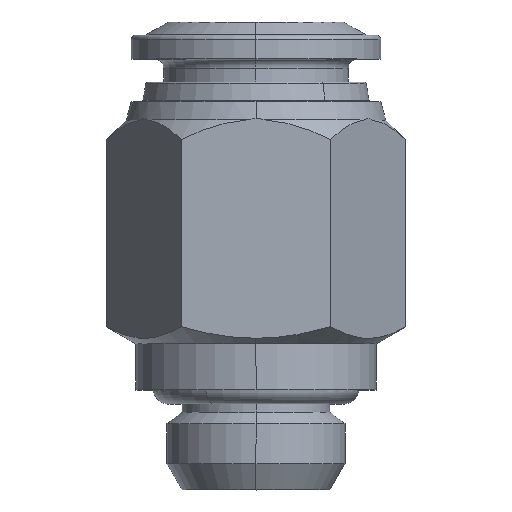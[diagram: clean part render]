
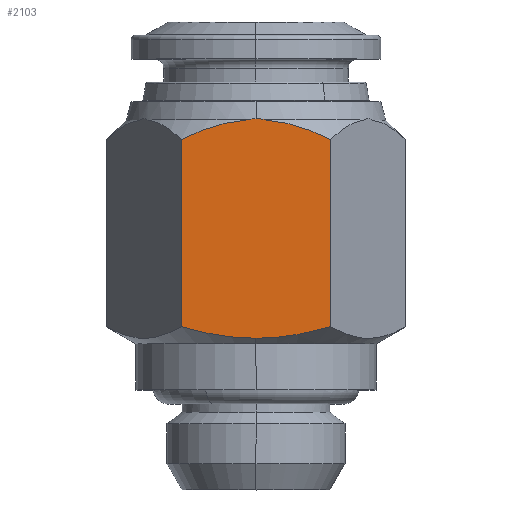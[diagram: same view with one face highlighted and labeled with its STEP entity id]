
A CAD part, top view. The second image highlights one B-rep face of the part: STEP entity #2103.
In plain terms, the highlighted planar face has unit normal (0, 0, 1).
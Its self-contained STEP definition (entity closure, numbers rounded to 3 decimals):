
#26 = CARTESIAN_POINT ( 'NONE',  ( 0., 8.189, 7. ) ) ;
#52 = CARTESIAN_POINT ( 'NONE',  ( -3.485, 19.213, 7. ) ) ;
#136 = EDGE_CURVE ( 'NONE', #1397, #1285, #243, .T. ) ;
#166 = CARTESIAN_POINT ( 'NONE',  ( 0.811, 19.978, 7. ) ) ;
#173 = CARTESIAN_POINT ( 'NONE',  ( 4.041, 8.814, 7. ) ) ;
#243 = B_SPLINE_CURVE_WITH_KNOTS ( 'NONE', 3,
 ( #1902, #2523, #3572, #2200 ),
 .UNSPECIFIED., .F., .F.,
 ( 4, 4 ),
 ( 0.005, 0.005 ),
 .UNSPECIFIED. ) ;
#381 = CARTESIAN_POINT ( 'NONE',  ( -1.118, 19.936, 7. ) ) ;
#414 = LINE ( 'NONE', #3166, #646 ) ;
#428 = VERTEX_POINT ( 'NONE', #173 ) ;
#466 = CARTESIAN_POINT ( 'NONE',  ( -2.711, 8.465, 7. ) ) ;
#470 = VERTEX_POINT ( 'NONE', #3486 ) ;
#471 = DIRECTION ( 'NONE',  ( 0., 0., 1. ) ) ;
#487 = CARTESIAN_POINT ( 'NONE',  ( 0., 20.067, 7. ) ) ;
#491 = B_SPLINE_CURVE_WITH_KNOTS ( 'NONE', 3,
 ( #2256, #3066, #1686, #2769, #3610, #26 ),
 .UNSPECIFIED., .F., .F.,
 ( 4, 2, 4 ),
 ( 0.019, 0.021, 0.023 ),
 .UNSPECIFIED. ) ;
#524 = CARTESIAN_POINT ( 'NONE',  ( -0.502, 20., 7. ) ) ;
#564 = CARTESIAN_POINT ( 'NONE',  ( -4.041, 1., 7. ) ) ;
#646 = VECTOR ( 'NONE', #1229, 1000. ) ;
#727 = CARTESIAN_POINT ( 'NONE',  ( 2.915, 19.456, 7. ) ) ;
#780 = EDGE_CURVE ( 'NONE', #1285, #470, #3134, .T. ) ;
#784 = CARTESIAN_POINT ( 'NONE',  ( -4.041, 8.814, 7. ) ) ;
#803 = EDGE_CURVE ( 'NONE', #2127, #3077, #2182, .T. ) ;
#883 = VERTEX_POINT ( 'NONE', #524 ) ;
#935 = CARTESIAN_POINT ( 'NONE',  ( -2.915, 19.456, 7. ) ) ;
#1043 = CARTESIAN_POINT ( 'NONE',  ( 0., 8.189, 7. ) ) ;
#1077 = CARTESIAN_POINT ( 'NONE',  ( -0.339, 20.043, 7. ) ) ;
#1165 = DIRECTION ( 'NONE',  ( 0., 1., 0. ) ) ;
#1189 = CARTESIAN_POINT ( 'NONE',  ( -4.041, 18.935, 7. ) ) ;
#1229 = DIRECTION ( 'NONE',  ( 0., 1., 0. ) ) ;
#1273 = B_SPLINE_CURVE_WITH_KNOTS ( 'NONE', 3,
 ( #2435, #1077, #1630, #487 ),
 .UNSPECIFIED., .F., .F.,
 ( 4, 4 ),
 ( 0.004, 0.005 ),
 .UNSPECIFIED. ) ;
#1285 = VERTEX_POINT ( 'NONE', #2521 ) ;
#1299 = CARTESIAN_POINT ( 'NONE',  ( -4.041, 1., 7. ) ) ;
#1329 = CARTESIAN_POINT ( 'NONE',  ( 2.032, 19.734, 7. ) ) ;
#1397 = VERTEX_POINT ( 'NONE', #3613 ) ;
#1469 = PLANE ( 'NONE',  #2102 ) ;
#1630 = CARTESIAN_POINT ( 'NONE',  ( -0.17, 20.067, 7. ) ) ;
#1686 = CARTESIAN_POINT ( 'NONE',  ( 2.726, 8.468, 7. ) ) ;
#1743 = CARTESIAN_POINT ( 'NONE',  ( -1.73, 19.813, 7. ) ) ;
#1858 = CARTESIAN_POINT ( 'NONE',  ( 0., 8.189, 7. ) ) ;
#1879 = CARTESIAN_POINT ( 'NONE',  ( -3.384, 8.624, 7. ) ) ;
#1902 = CARTESIAN_POINT ( 'NONE',  ( 0., 20.067, 7. ) ) ;
#1921 = ORIENTED_EDGE ( 'NONE', *, *, #3197, .F. ) ;
#2054 = B_SPLINE_CURVE_WITH_KNOTS ( 'NONE', 3,
 ( #2586, #52, #935, #3405, #1743, #381, #2351, #2300 ),
 .UNSPECIFIED., .F., .F.,
 ( 4, 2, 2, 4 ),
 ( 0.006, 0.008, 0.009, 0.01 ),
 .UNSPECIFIED. ) ;
#2102 = AXIS2_PLACEMENT_3D ( 'NONE', #1299, #471, #3539 ) ;
#2103 = ADVANCED_FACE ( 'NONE', ( #3168 ), #1469, .T. ) ;
#2127 = VERTEX_POINT ( 'NONE', #1043 ) ;
#2182 = B_SPLINE_CURVE_WITH_KNOTS ( 'NONE', 3,
 ( #1858, #2690, #2451, #466, #1879, #784 ),
 .UNSPECIFIED., .F., .F.,
 ( 4, 2, 4 ),
 ( 0.023, 0.025, 0.027 ),
 .UNSPECIFIED. ) ;
#2200 = CARTESIAN_POINT ( 'NONE',  ( 0.502, 20., 7. ) ) ;
#2244 = ORIENTED_EDGE ( 'NONE', *, *, #3150, .F. ) ;
#2256 = CARTESIAN_POINT ( 'NONE',  ( 4.041, 8.814, 7. ) ) ;
#2263 = EDGE_CURVE ( 'NONE', #2684, #883, #2054, .T. ) ;
#2300 = CARTESIAN_POINT ( 'NONE',  ( -0.502, 20., 7. ) ) ;
#2351 = CARTESIAN_POINT ( 'NONE',  ( -0.81, 19.978, 7. ) ) ;
#2355 = EDGE_LOOP ( 'NONE', ( #3164, #3106, #2624, #2796, #2680, #2244, #2793, #1921 ) ) ;
#2411 = CARTESIAN_POINT ( 'NONE',  ( 3.484, 19.214, 7. ) ) ;
#2435 = CARTESIAN_POINT ( 'NONE',  ( -0.502, 20., 7. ) ) ;
#2451 = CARTESIAN_POINT ( 'NONE',  ( -1.362, 8.247, 7. ) ) ;
#2453 = LINE ( 'NONE', #564, #2498 ) ;
#2498 = VECTOR ( 'NONE', #1165, 1000. ) ;
#2521 = CARTESIAN_POINT ( 'NONE',  ( 0.502, 20., 7. ) ) ;
#2523 = CARTESIAN_POINT ( 'NONE',  ( 0.17, 20.067, 7. ) ) ;
#2586 = CARTESIAN_POINT ( 'NONE',  ( -4.041, 18.935, 7. ) ) ;
#2624 = ORIENTED_EDGE ( 'NONE', *, *, #136, .F. ) ;
#2675 = CARTESIAN_POINT ( 'NONE',  ( -4.041, 8.814, 7. ) ) ;
#2680 = ORIENTED_EDGE ( 'NONE', *, *, #2263, .F. ) ;
#2684 = VERTEX_POINT ( 'NONE', #1189 ) ;
#2690 = CARTESIAN_POINT ( 'NONE',  ( -0.683, 8.189, 7. ) ) ;
#2737 = EDGE_CURVE ( 'NONE', #428, #470, #414, .T. ) ;
#2769 = CARTESIAN_POINT ( 'NONE',  ( 1.377, 8.249, 7. ) ) ;
#2793 = ORIENTED_EDGE ( 'NONE', *, *, #803, .F. ) ;
#2796 = ORIENTED_EDGE ( 'NONE', *, *, #3608, .F. ) ;
#2951 = CARTESIAN_POINT ( 'NONE',  ( 1.122, 19.935, 7. ) ) ;
#3066 = CARTESIAN_POINT ( 'NONE',  ( 3.388, 8.625, 7. ) ) ;
#3077 = VERTEX_POINT ( 'NONE', #2675 ) ;
#3106 = ORIENTED_EDGE ( 'NONE', *, *, #780, .F. ) ;
#3134 = B_SPLINE_CURVE_WITH_KNOTS ( 'NONE', 3,
 ( #3569, #166, #2951, #3257, #1329, #727, #2411, #3309 ),
 .UNSPECIFIED., .F., .F.,
 ( 4, 2, 2, 4 ),
 ( 0.011, 0.012, 0.013, 0.015 ),
 .UNSPECIFIED. ) ;
#3150 = EDGE_CURVE ( 'NONE', #3077, #2684, #2453, .T. ) ;
#3164 = ORIENTED_EDGE ( 'NONE', *, *, #2737, .T. ) ;
#3166 = CARTESIAN_POINT ( 'NONE',  ( 4.041, 1., 7. ) ) ;
#3168 = FACE_OUTER_BOUND ( 'NONE', #2355, .T. ) ;
#3197 = EDGE_CURVE ( 'NONE', #428, #2127, #491, .T. ) ;
#3257 = CARTESIAN_POINT ( 'NONE',  ( 1.733, 19.813, 7. ) ) ;
#3309 = CARTESIAN_POINT ( 'NONE',  ( 4.041, 18.935, 7. ) ) ;
#3405 = CARTESIAN_POINT ( 'NONE',  ( -2.03, 19.735, 7. ) ) ;
#3486 = CARTESIAN_POINT ( 'NONE',  ( 4.041, 18.935, 7. ) ) ;
#3539 = DIRECTION ( 'NONE',  ( 1., 0., 0. ) ) ;
#3569 = CARTESIAN_POINT ( 'NONE',  ( 0.502, 20., 7. ) ) ;
#3572 = CARTESIAN_POINT ( 'NONE',  ( 0.338, 20.044, 7. ) ) ;
#3608 = EDGE_CURVE ( 'NONE', #883, #1397, #1273, .T. ) ;
#3610 = CARTESIAN_POINT ( 'NONE',  ( 0.684, 8.189, 7. ) ) ;
#3613 = CARTESIAN_POINT ( 'NONE',  ( 0., 20.067, 7. ) ) ;
